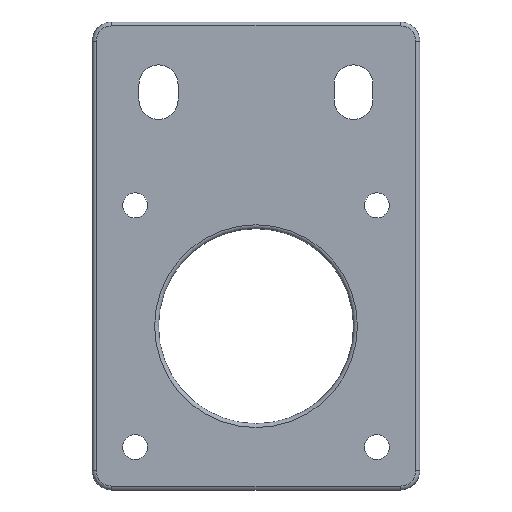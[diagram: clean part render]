
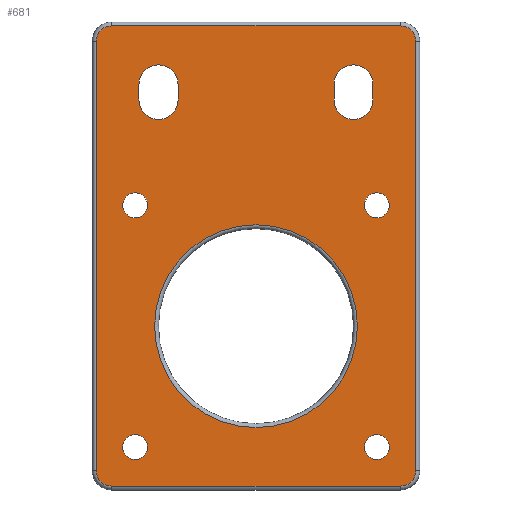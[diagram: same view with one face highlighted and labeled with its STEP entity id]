
A CAD part, front view. The second image highlights one B-rep face of the part: STEP entity #681.
In plain terms, the highlighted planar face has unit normal (0, -1, 0).
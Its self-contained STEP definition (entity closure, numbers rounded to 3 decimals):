
#22=FACE_BOUND('',#203,.T.);
#23=FACE_BOUND('',#204,.T.);
#24=FACE_BOUND('',#205,.T.);
#25=FACE_BOUND('',#206,.T.);
#26=FACE_BOUND('',#207,.T.);
#27=FACE_BOUND('',#208,.T.);
#28=FACE_BOUND('',#209,.T.);
#30=PLANE('',#756);
#48=LINE('',#1133,#93);
#49=LINE('',#1137,#94);
#50=LINE('',#1141,#95);
#51=LINE('',#1145,#96);
#52=LINE('',#1153,#97);
#53=LINE('',#1157,#98);
#54=LINE('',#1161,#99);
#55=LINE('',#1165,#100);
#93=VECTOR('',#890,10.);
#94=VECTOR('',#893,10.);
#95=VECTOR('',#896,10.);
#96=VECTOR('',#899,10.);
#97=VECTOR('',#906,4.);
#98=VECTOR('',#909,4.);
#99=VECTOR('',#912,4.);
#100=VECTOR('',#915,4.);
#154=FACE_OUTER_BOUND('',#202,.T.);
#202=EDGE_LOOP('',(#502,#503,#504,#505,#506,#507,#508,#509));
#203=EDGE_LOOP('',(#510));
#204=EDGE_LOOP('',(#511));
#205=EDGE_LOOP('',(#512,#513,#514,#515));
#206=EDGE_LOOP('',(#516,#517,#518,#519));
#207=EDGE_LOOP('',(#520));
#208=EDGE_LOOP('',(#521));
#209=EDGE_LOOP('',(#522));
#264=CIRCLE('',#754,13.);
#266=CIRCLE('',#757,2.);
#267=CIRCLE('',#758,2.);
#268=CIRCLE('',#759,2.);
#269=CIRCLE('',#760,2.);
#270=CIRCLE('',#761,1.6);
#271=CIRCLE('',#762,1.6);
#272=CIRCLE('',#763,2.5);
#273=CIRCLE('',#764,2.5);
#274=CIRCLE('',#765,2.5);
#275=CIRCLE('',#766,2.5);
#276=CIRCLE('',#767,1.6);
#277=CIRCLE('',#768,1.6);
#327=VERTEX_POINT('',#1127);
#328=VERTEX_POINT('',#1131);
#329=VERTEX_POINT('',#1132);
#330=VERTEX_POINT('',#1134);
#331=VERTEX_POINT('',#1136);
#332=VERTEX_POINT('',#1138);
#333=VERTEX_POINT('',#1140);
#334=VERTEX_POINT('',#1142);
#335=VERTEX_POINT('',#1144);
#336=VERTEX_POINT('',#1147);
#337=VERTEX_POINT('',#1149);
#338=VERTEX_POINT('',#1151);
#339=VERTEX_POINT('',#1152);
#340=VERTEX_POINT('',#1154);
#341=VERTEX_POINT('',#1156);
#342=VERTEX_POINT('',#1159);
#343=VERTEX_POINT('',#1160);
#344=VERTEX_POINT('',#1162);
#345=VERTEX_POINT('',#1164);
#346=VERTEX_POINT('',#1167);
#347=VERTEX_POINT('',#1169);
#391=EDGE_CURVE('',#327,#327,#264,.T.);
#393=EDGE_CURVE('',#328,#329,#48,.T.);
#394=EDGE_CURVE('',#330,#328,#266,.T.);
#395=EDGE_CURVE('',#331,#330,#49,.T.);
#396=EDGE_CURVE('',#332,#331,#267,.T.);
#397=EDGE_CURVE('',#333,#332,#50,.T.);
#398=EDGE_CURVE('',#334,#333,#268,.T.);
#399=EDGE_CURVE('',#335,#334,#51,.T.);
#400=EDGE_CURVE('',#329,#335,#269,.T.);
#401=EDGE_CURVE('',#336,#336,#270,.T.);
#402=EDGE_CURVE('',#337,#337,#271,.T.);
#403=EDGE_CURVE('',#338,#339,#52,.T.);
#404=EDGE_CURVE('',#339,#340,#272,.T.);
#405=EDGE_CURVE('',#340,#341,#53,.T.);
#406=EDGE_CURVE('',#338,#341,#273,.T.);
#407=EDGE_CURVE('',#342,#343,#54,.T.);
#408=EDGE_CURVE('',#343,#344,#274,.T.);
#409=EDGE_CURVE('',#344,#345,#55,.T.);
#410=EDGE_CURVE('',#342,#345,#275,.T.);
#411=EDGE_CURVE('',#346,#346,#276,.T.);
#412=EDGE_CURVE('',#347,#347,#277,.T.);
#502=ORIENTED_EDGE('',*,*,#393,.F.);
#503=ORIENTED_EDGE('',*,*,#394,.F.);
#504=ORIENTED_EDGE('',*,*,#395,.F.);
#505=ORIENTED_EDGE('',*,*,#396,.F.);
#506=ORIENTED_EDGE('',*,*,#397,.F.);
#507=ORIENTED_EDGE('',*,*,#398,.F.);
#508=ORIENTED_EDGE('',*,*,#399,.F.);
#509=ORIENTED_EDGE('',*,*,#400,.F.);
#510=ORIENTED_EDGE('',*,*,#401,.T.);
#511=ORIENTED_EDGE('',*,*,#402,.T.);
#512=ORIENTED_EDGE('',*,*,#403,.T.);
#513=ORIENTED_EDGE('',*,*,#404,.T.);
#514=ORIENTED_EDGE('',*,*,#405,.T.);
#515=ORIENTED_EDGE('',*,*,#406,.F.);
#516=ORIENTED_EDGE('',*,*,#407,.T.);
#517=ORIENTED_EDGE('',*,*,#408,.T.);
#518=ORIENTED_EDGE('',*,*,#409,.T.);
#519=ORIENTED_EDGE('',*,*,#410,.F.);
#520=ORIENTED_EDGE('',*,*,#411,.T.);
#521=ORIENTED_EDGE('',*,*,#412,.T.);
#522=ORIENTED_EDGE('',*,*,#391,.F.);
#681=ADVANCED_FACE('',(#154,#22,#23,#24,#25,#26,#27,#28),#30,.T.);
#754=AXIS2_PLACEMENT_3D('',#1128,#884,#885);
#756=AXIS2_PLACEMENT_3D('',#1130,#888,#889);
#757=AXIS2_PLACEMENT_3D('',#1135,#891,#892);
#758=AXIS2_PLACEMENT_3D('',#1139,#894,#895);
#759=AXIS2_PLACEMENT_3D('',#1143,#897,#898);
#760=AXIS2_PLACEMENT_3D('',#1146,#900,#901);
#761=AXIS2_PLACEMENT_3D('',#1148,#902,#903);
#762=AXIS2_PLACEMENT_3D('',#1150,#904,#905);
#763=AXIS2_PLACEMENT_3D('',#1155,#907,#908);
#764=AXIS2_PLACEMENT_3D('',#1158,#910,#911);
#765=AXIS2_PLACEMENT_3D('',#1163,#913,#914);
#766=AXIS2_PLACEMENT_3D('',#1166,#916,#917);
#767=AXIS2_PLACEMENT_3D('',#1168,#918,#919);
#768=AXIS2_PLACEMENT_3D('',#1170,#920,#921);
#884=DIRECTION('center_axis',(0.,-1.,0.));
#885=DIRECTION('ref_axis',(0.,0.,-1.));
#888=DIRECTION('center_axis',(0.,-1.,0.));
#889=DIRECTION('ref_axis',(0.,0.,-1.));
#890=DIRECTION('',(1.,0.,0.));
#891=DIRECTION('center_axis',(0.,1.,0.));
#892=DIRECTION('ref_axis',(-0.707,0.,0.707));
#893=DIRECTION('',(0.,0.,1.));
#894=DIRECTION('center_axis',(0.,1.,0.));
#895=DIRECTION('ref_axis',(-0.707,0.,-0.707));
#896=DIRECTION('',(-1.,0.,0.));
#897=DIRECTION('center_axis',(0.,1.,0.));
#898=DIRECTION('ref_axis',(0.707,0.,-0.707));
#899=DIRECTION('',(0.,0.,-1.));
#900=DIRECTION('center_axis',(0.,1.,0.));
#901=DIRECTION('ref_axis',(0.707,0.,0.707));
#902=DIRECTION('center_axis',(0.,1.,0.));
#903=DIRECTION('ref_axis',(0.,0.,-1.));
#904=DIRECTION('center_axis',(0.,1.,0.));
#905=DIRECTION('ref_axis',(0.,0.,1.));
#906=DIRECTION('',(0.,0.,-1.));
#907=DIRECTION('center_axis',(0.,1.,0.));
#908=DIRECTION('ref_axis',(0.,0.,1.));
#909=DIRECTION('',(0.,0.,1.));
#910=DIRECTION('center_axis',(0.,-1.,0.));
#911=DIRECTION('ref_axis',(1.,0.,0.));
#912=DIRECTION('',(0.,0.,-1.));
#913=DIRECTION('center_axis',(0.,1.,0.));
#914=DIRECTION('ref_axis',(0.,0.,-1.));
#915=DIRECTION('',(0.,0.,1.));
#916=DIRECTION('center_axis',(0.,-1.,0.));
#917=DIRECTION('ref_axis',(1.,0.,0.));
#918=DIRECTION('center_axis',(0.,1.,0.));
#919=DIRECTION('ref_axis',(0.,0.,-1.));
#920=DIRECTION('center_axis',(0.,1.,0.));
#921=DIRECTION('ref_axis',(0.,0.,1.));
#1127=CARTESIAN_POINT('',(0.,-2.,-22.));
#1128=CARTESIAN_POINT('Origin',(0.,-2.,-9.));
#1130=CARTESIAN_POINT('Origin',(-18.5,-2.,27.5));
#1131=CARTESIAN_POINT('',(-18.5,-2.,29.5));
#1132=CARTESIAN_POINT('',(18.5,-2.,29.5));
#1133=CARTESIAN_POINT('',(0.,-2.,29.5));
#1134=CARTESIAN_POINT('',(-20.5,-2.,27.5));
#1135=CARTESIAN_POINT('Origin',(-18.5,-2.,27.5));
#1136=CARTESIAN_POINT('',(-20.5,-2.,-27.5));
#1137=CARTESIAN_POINT('',(-20.5,-2.,27.5));
#1138=CARTESIAN_POINT('',(-18.5,-2.,-29.5));
#1139=CARTESIAN_POINT('Origin',(-18.5,-2.,-27.5));
#1140=CARTESIAN_POINT('',(18.5,-2.,-29.5));
#1141=CARTESIAN_POINT('',(0.,-2.,-29.5));
#1142=CARTESIAN_POINT('',(20.5,-2.,-27.5));
#1143=CARTESIAN_POINT('Origin',(18.5,-2.,-27.5));
#1144=CARTESIAN_POINT('',(20.5,-2.,27.5));
#1145=CARTESIAN_POINT('',(20.5,-2.,27.5));
#1146=CARTESIAN_POINT('Origin',(18.5,-2.,27.5));
#1147=CARTESIAN_POINT('',(15.5,-2.,-22.9));
#1148=CARTESIAN_POINT('Origin',(15.5,-2.,-24.5));
#1149=CARTESIAN_POINT('',(15.5,-2.,8.1));
#1150=CARTESIAN_POINT('Origin',(15.5,-2.,6.5));
#1151=CARTESIAN_POINT('',(15.,-2.,22.));
#1152=CARTESIAN_POINT('',(15.,-2.,20.));
#1153=CARTESIAN_POINT('',(15.,-2.,24.));
#1154=CARTESIAN_POINT('',(10.,-2.,20.));
#1155=CARTESIAN_POINT('Origin',(12.5,-2.,20.));
#1156=CARTESIAN_POINT('',(10.,-2.,22.));
#1157=CARTESIAN_POINT('',(10.,-2.,20.));
#1158=CARTESIAN_POINT('Origin',(12.5,-2.,22.));
#1159=CARTESIAN_POINT('',(-10.,-2.,22.));
#1160=CARTESIAN_POINT('',(-10.,-2.,20.));
#1161=CARTESIAN_POINT('',(-10.,-2.,24.));
#1162=CARTESIAN_POINT('',(-15.,-2.,20.));
#1163=CARTESIAN_POINT('Origin',(-12.5,-2.,20.));
#1164=CARTESIAN_POINT('',(-15.,-2.,22.));
#1165=CARTESIAN_POINT('',(-15.,-2.,20.));
#1166=CARTESIAN_POINT('Origin',(-12.5,-2.,22.));
#1167=CARTESIAN_POINT('',(-15.5,-2.,8.1));
#1168=CARTESIAN_POINT('Origin',(-15.5,-2.,6.5));
#1169=CARTESIAN_POINT('',(-15.5,-2.,-22.9));
#1170=CARTESIAN_POINT('Origin',(-15.5,-2.,-24.5));
